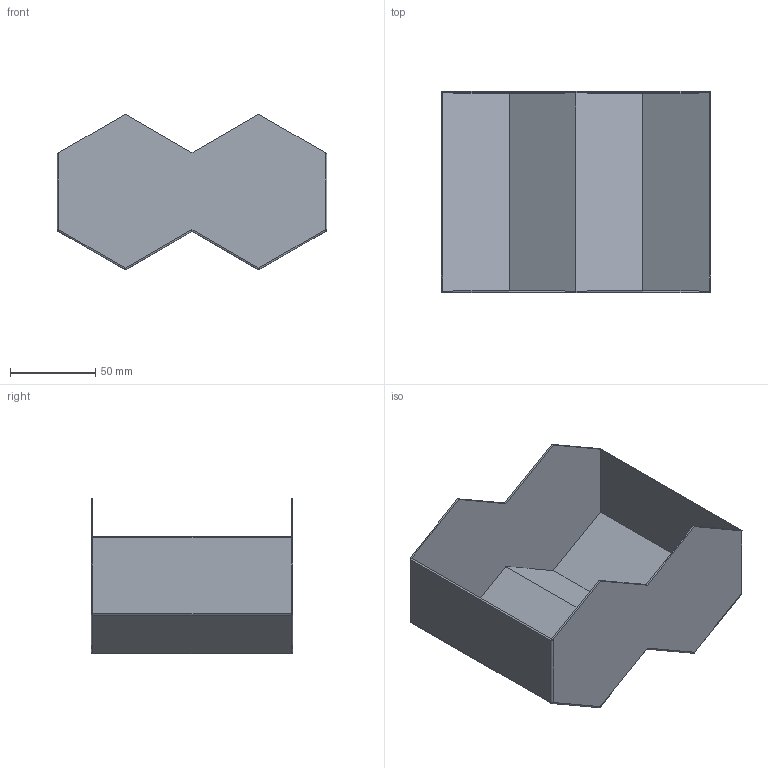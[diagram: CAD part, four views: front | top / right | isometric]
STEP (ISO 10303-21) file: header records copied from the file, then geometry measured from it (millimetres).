
FILE_DESCRIPTION(('FreeCAD Model'),'2;1');
FILE_NAME('Open CASCADE Shape Model','2025-07-31T17:04:45',(''),(''), 'Open CASCADE STEP processor 7.8','FreeCAD','Unknown');
FILE_SCHEMA(('AUTOMOTIVE_DESIGN { 1 0 10303 214 1 1 1 1 }'));
Length unit declared in the file: millimetre
Products named in the file (1): Body001
Bounding box: 158.58 x 118.4 x 91.4 mm (x, y, z)
Volume: 53336.2 mm3; surface area: 107307.7 mm2
Topology: 1 solids, 1 shells, 46 faces, 106 edges, 62 vertices
Faces by surface type: plane 22, cylinder 16, sphere 8
Entity records: 1294 total; most frequent: DIRECTION 230, CARTESIAN_POINT 215, ORIENTED_EDGE 212, EDGE_CURVE 106, AXIS2_PLACEMENT_3D 77, LINE 76, VECTOR 76, VERTEX_POINT 62
